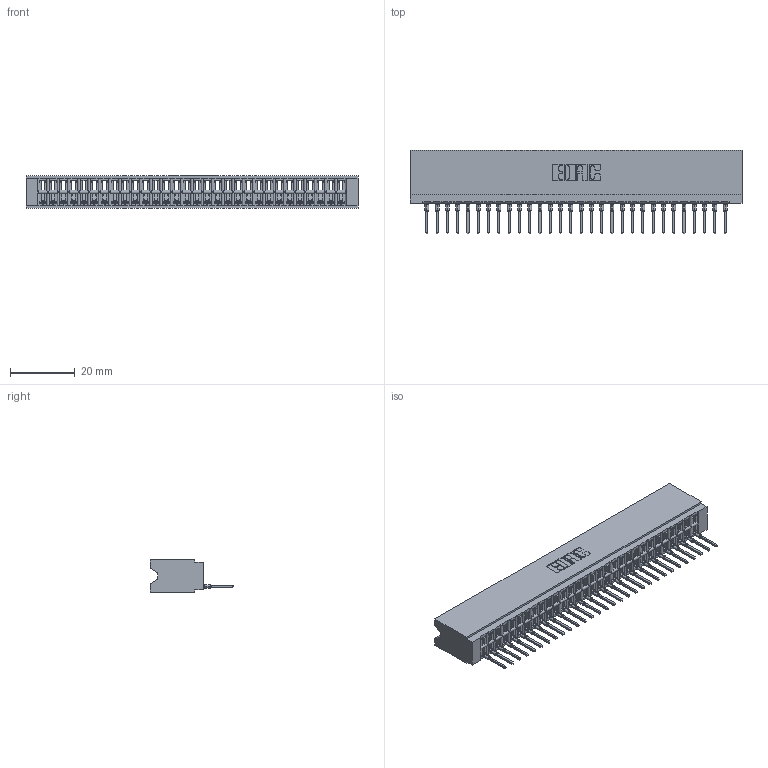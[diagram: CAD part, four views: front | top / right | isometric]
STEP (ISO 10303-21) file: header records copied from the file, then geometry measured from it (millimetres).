
FILE_DESCRIPTION (( 'STEP AP203' ), '1' );
FILE_NAME ('746-030-527-106.STEP', '2026-02-28T00:40:07', ( '' ), ( '' ), 'SwSTEP 2.0', 'SolidWorks 2023', '' );
FILE_SCHEMA (( 'CONFIG_CONTROL_DESIGN' ));
Length unit declared in the file: millimetre
Products named in the file (3): 746 Part_.515 Slot Depth - 06; 746-030-527-106; 746-292-001_527
Assembly tree (31 placements, depth 2):
  746-030-527-106
    746 Part_.515 Slot Depth - 06
    746-292-001_527  x30
Bounding box: 102.49 x 25.9 x 9.91 mm (x, y, z)
Volume: 10791.7 mm3; surface area: 15990.9 mm2
Topology: 31 solids, 31 shells, 3338 faces, 9475 edges, 6085 vertices
Faces by surface type: plane 1946, cylinder 612, bspline 600, torus 180
Entity records: 47045 total; most frequent: CARTESIAN_POINT 9618, ORIENTED_EDGE 8220, DIRECTION 6824, EDGE_CURVE 4110, LINE 3626, VECTOR 3626, VERTEX_POINT 2721, AXIS2_PLACEMENT_3D 1599
